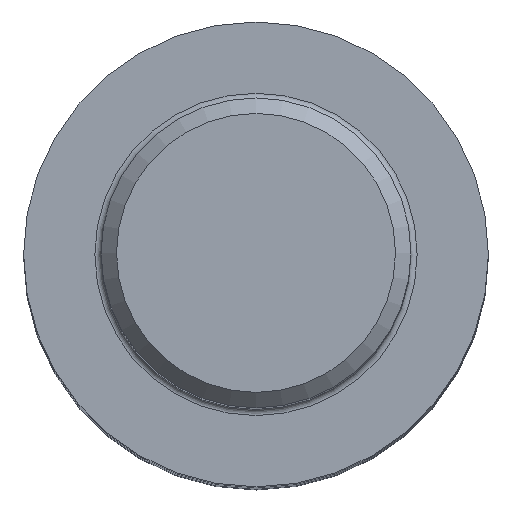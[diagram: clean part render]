
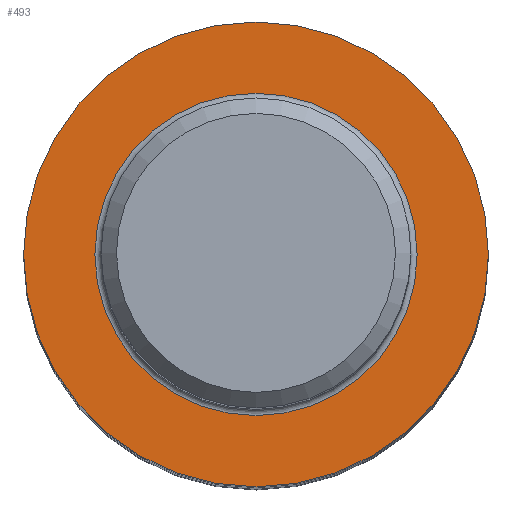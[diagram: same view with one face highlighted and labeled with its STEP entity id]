
A CAD part, top view. The second image highlights one B-rep face of the part: STEP entity #493.
In plain terms, the highlighted planar face has unit normal (0, 0, 1).
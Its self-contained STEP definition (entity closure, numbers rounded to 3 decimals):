
#34=FACE_BOUND('',#124,.T.);
#48=PLANE('',#573);
#78=FACE_OUTER_BOUND('',#123,.T.);
#123=EDGE_LOOP('',(#422));
#124=EDGE_LOOP('',(#423));
#208=CIRCLE('',#567,5.2);
#213=CIRCLE('',#574,7.5);
#251=VERTEX_POINT('',#899);
#255=VERTEX_POINT('',#911);
#307=EDGE_CURVE('',#251,#251,#208,.T.);
#313=EDGE_CURVE('',#255,#255,#213,.T.);
#422=ORIENTED_EDGE('',*,*,#313,.T.);
#423=ORIENTED_EDGE('',*,*,#307,.F.);
#493=ADVANCED_FACE('',(#78,#34),#48,.T.);
#567=AXIS2_PLACEMENT_3D('',#900,#707,#708);
#573=AXIS2_PLACEMENT_3D('',#910,#720,#721);
#574=AXIS2_PLACEMENT_3D('',#912,#722,#723);
#707=DIRECTION('center_axis',(0.,0.,1.));
#708=DIRECTION('ref_axis',(-1.,0.,0.));
#720=DIRECTION('center_axis',(0.,0.,1.));
#721=DIRECTION('ref_axis',(-1.,0.,0.));
#722=DIRECTION('center_axis',(0.,0.,1.));
#723=DIRECTION('ref_axis',(-1.,0.,0.));
#899=CARTESIAN_POINT('',(-5.2,0.,17.));
#900=CARTESIAN_POINT('Origin',(0.,0.,17.));
#910=CARTESIAN_POINT('Origin',(0.,0.,17.));
#911=CARTESIAN_POINT('',(-7.5,0.,17.));
#912=CARTESIAN_POINT('Origin',(0.,0.,17.));
